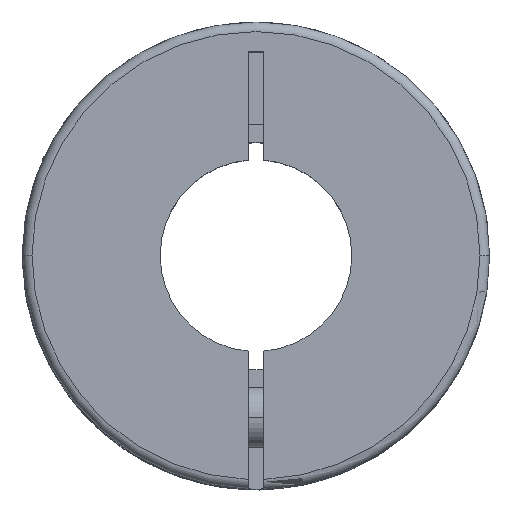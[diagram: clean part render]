
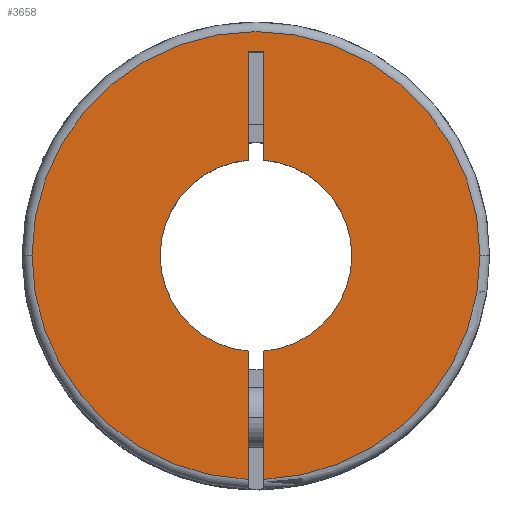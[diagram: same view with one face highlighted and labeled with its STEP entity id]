
A CAD part, top view. The second image highlights one B-rep face of the part: STEP entity #3658.
In plain terms, the highlighted planar face has unit normal (0, 0, 1).
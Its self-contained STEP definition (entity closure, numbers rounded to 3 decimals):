
#18 = VERTEX_POINT ( 'NONE', #3646 ) ;
#28 = VERTEX_POINT ( 'NONE', #3262 ) ;
#172 = AXIS2_PLACEMENT_3D ( 'NONE', #1992, #606, #2357 ) ;
#209 = CARTESIAN_POINT ( 'NONE',  ( 0., 0., 0. ) ) ;
#235 = ORIENTED_EDGE ( 'NONE', *, *, #3424, .T. ) ;
#261 = AXIS2_PLACEMENT_3D ( 'NONE', #3655, #3615, #3679 ) ;
#388 = VERTEX_POINT ( 'NONE', #1104 ) ;
#398 = CARTESIAN_POINT ( 'NONE',  ( -0.65, 17., 0. ) ) ;
#471 = EDGE_CURVE ( 'NONE', #479, #3074, #1483, .T. ) ;
#479 = VERTEX_POINT ( 'NONE', #2159 ) ;
#606 = DIRECTION ( 'NONE',  ( 0., 0., -1. ) ) ;
#616 = DIRECTION ( 'NONE',  ( -1., 0., 0. ) ) ;
#640 = ORIENTED_EDGE ( 'NONE', *, *, #3161, .F. ) ;
#714 = DIRECTION ( 'NONE',  ( 0., 0., -1. ) ) ;
#771 = ORIENTED_EDGE ( 'NONE', *, *, #804, .F. ) ;
#804 = EDGE_CURVE ( 'NONE', #1472, #4317, #2658, .T. ) ;
#819 = VECTOR ( 'NONE', #3063, 1000. ) ;
#848 = ORIENTED_EDGE ( 'NONE', *, *, #4186, .F. ) ;
#862 = VECTOR ( 'NONE', #4250, 1000. ) ;
#871 = VERTEX_POINT ( 'NONE', #2077 ) ;
#986 = ORIENTED_EDGE ( 'NONE', *, *, #3291, .T. ) ;
#1015 = CARTESIAN_POINT ( 'NONE',  ( 0., 0., 0. ) ) ;
#1029 = LINE ( 'NONE', #2757, #2652 ) ;
#1030 = DIRECTION ( 'NONE',  ( -1., 0., 0. ) ) ;
#1104 = CARTESIAN_POINT ( 'NONE',  ( 0.65, -7.974, 0. ) ) ;
#1168 = CARTESIAN_POINT ( 'NONE',  ( -0.65, 7.974, 0. ) ) ;
#1173 = CARTESIAN_POINT ( 'NONE',  ( -0.65, 17., 0. ) ) ;
#1190 = CARTESIAN_POINT ( 'NONE',  ( 0., 0., 0. ) ) ;
#1314 = FACE_OUTER_BOUND ( 'NONE', #2164, .T. ) ;
#1323 = EDGE_CURVE ( 'NONE', #18, #1472, #2150, .T. ) ;
#1341 = DIRECTION ( 'NONE',  ( 0., -1., 0. ) ) ;
#1358 = CARTESIAN_POINT ( 'NONE',  ( -8., 0., 0. ) ) ;
#1433 = DIRECTION ( 'NONE',  ( -1., 0., 0. ) ) ;
#1443 = VERTEX_POINT ( 'NONE', #1358 ) ;
#1449 = DIRECTION ( 'NONE',  ( 0., 1., 0. ) ) ;
#1464 = CIRCLE ( 'NONE', #2203, 8. ) ;
#1472 = VERTEX_POINT ( 'NONE', #2588 ) ;
#1483 = LINE ( 'NONE', #398, #862 ) ;
#1505 = EDGE_CURVE ( 'NONE', #871, #3327, #3629, .T. ) ;
#1538 = AXIS2_PLACEMENT_3D ( 'NONE', #3493, #4219, #1341 ) ;
#1655 = CIRCLE ( 'NONE', #2994, 18.7 ) ;
#1964 = EDGE_CURVE ( 'NONE', #479, #1443, #1464, .T. ) ;
#1992 = CARTESIAN_POINT ( 'NONE',  ( 0., 0., 0. ) ) ;
#2077 = CARTESIAN_POINT ( 'NONE',  ( 18.7, 0., 0. ) ) ;
#2108 = CARTESIAN_POINT ( 'NONE',  ( 0.65, -18.689, 0. ) ) ;
#2137 = CIRCLE ( 'NONE', #3835, 8. ) ;
#2150 = LINE ( 'NONE', #2417, #3703 ) ;
#2159 = CARTESIAN_POINT ( 'NONE',  ( -0.65, -7.974, 0. ) ) ;
#2164 = EDGE_LOOP ( 'NONE', ( #848, #4025, #4245, #986, #3818, #771, #4201, #235, #640, #2240, #3457 ) ) ;
#2203 = AXIS2_PLACEMENT_3D ( 'NONE', #4169, #3792, #1030 ) ;
#2240 = ORIENTED_EDGE ( 'NONE', *, *, #1505, .F. ) ;
#2357 = DIRECTION ( 'NONE',  ( -1., 0., 0. ) ) ;
#2417 = CARTESIAN_POINT ( 'NONE',  ( 0.65, -19.5, 0. ) ) ;
#2512 = CIRCLE ( 'NONE', #3319, 8. ) ;
#2513 = CARTESIAN_POINT ( 'NONE',  ( -0.65, -18.689, 0. ) ) ;
#2588 = CARTESIAN_POINT ( 'NONE',  ( 0.65, 17., 0. ) ) ;
#2640 = LINE ( 'NONE', #3696, #819 ) ;
#2652 = VECTOR ( 'NONE', #2731, 1000. ) ;
#2658 = LINE ( 'NONE', #3000, #3195 ) ;
#2731 = DIRECTION ( 'NONE',  ( 0., -1., 0. ) ) ;
#2739 = CIRCLE ( 'NONE', #172, 18.7 ) ;
#2757 = CARTESIAN_POINT ( 'NONE',  ( -0.65, 17., 0. ) ) ;
#2994 = AXIS2_PLACEMENT_3D ( 'NONE', #209, #4083, #4203 ) ;
#3000 = CARTESIAN_POINT ( 'NONE',  ( 0.65, 17., 0. ) ) ;
#3063 = DIRECTION ( 'NONE',  ( 0., 1., 0. ) ) ;
#3074 = VERTEX_POINT ( 'NONE', #2513 ) ;
#3161 = EDGE_CURVE ( 'NONE', #3327, #388, #2640, .T. ) ;
#3195 = VECTOR ( 'NONE', #616, 1000. ) ;
#3262 = CARTESIAN_POINT ( 'NONE',  ( -18.7, 0., 0. ) ) ;
#3291 = EDGE_CURVE ( 'NONE', #1443, #3439, #2137, .T. ) ;
#3319 = AXIS2_PLACEMENT_3D ( 'NONE', #1190, #3914, #1433 ) ;
#3327 = VERTEX_POINT ( 'NONE', #2108 ) ;
#3424 = EDGE_CURVE ( 'NONE', #18, #388, #2512, .T. ) ;
#3439 = VERTEX_POINT ( 'NONE', #1168 ) ;
#3457 = ORIENTED_EDGE ( 'NONE', *, *, #4543, .F. ) ;
#3493 = CARTESIAN_POINT ( 'NONE',  ( 0., 0., 0. ) ) ;
#3515 = DIRECTION ( 'NONE',  ( -1., 0., 0. ) ) ;
#3615 = DIRECTION ( 'NONE',  ( 0., 0., -1. ) ) ;
#3629 = CIRCLE ( 'NONE', #261, 18.7 ) ;
#3646 = CARTESIAN_POINT ( 'NONE',  ( 0.65, 7.974, 0. ) ) ;
#3655 = CARTESIAN_POINT ( 'NONE',  ( 0., 0., 0. ) ) ;
#3658 = ADVANCED_FACE ( 'NONE', ( #1314 ), #4506, .F. ) ;
#3673 = EDGE_CURVE ( 'NONE', #4317, #3439, #1029, .T. ) ;
#3679 = DIRECTION ( 'NONE',  ( -1., 0., 0. ) ) ;
#3696 = CARTESIAN_POINT ( 'NONE',  ( 0.65, -19.5, 0. ) ) ;
#3703 = VECTOR ( 'NONE', #1449, 1000. ) ;
#3792 = DIRECTION ( 'NONE',  ( 0., 0., -1. ) ) ;
#3818 = ORIENTED_EDGE ( 'NONE', *, *, #3673, .F. ) ;
#3835 = AXIS2_PLACEMENT_3D ( 'NONE', #1015, #714, #3515 ) ;
#3914 = DIRECTION ( 'NONE',  ( 0., 0., -1. ) ) ;
#4025 = ORIENTED_EDGE ( 'NONE', *, *, #471, .F. ) ;
#4083 = DIRECTION ( 'NONE',  ( 0., 0., -1. ) ) ;
#4169 = CARTESIAN_POINT ( 'NONE',  ( 0., 0., 0. ) ) ;
#4186 = EDGE_CURVE ( 'NONE', #3074, #28, #2739, .T. ) ;
#4201 = ORIENTED_EDGE ( 'NONE', *, *, #1323, .F. ) ;
#4203 = DIRECTION ( 'NONE',  ( -1., 0., 0. ) ) ;
#4219 = DIRECTION ( 'NONE',  ( 0., 0., -1. ) ) ;
#4245 = ORIENTED_EDGE ( 'NONE', *, *, #1964, .T. ) ;
#4250 = DIRECTION ( 'NONE',  ( 0., -1., 0. ) ) ;
#4317 = VERTEX_POINT ( 'NONE', #1173 ) ;
#4506 = PLANE ( 'NONE',  #1538 ) ;
#4543 = EDGE_CURVE ( 'NONE', #28, #871, #1655, .T. ) ;
